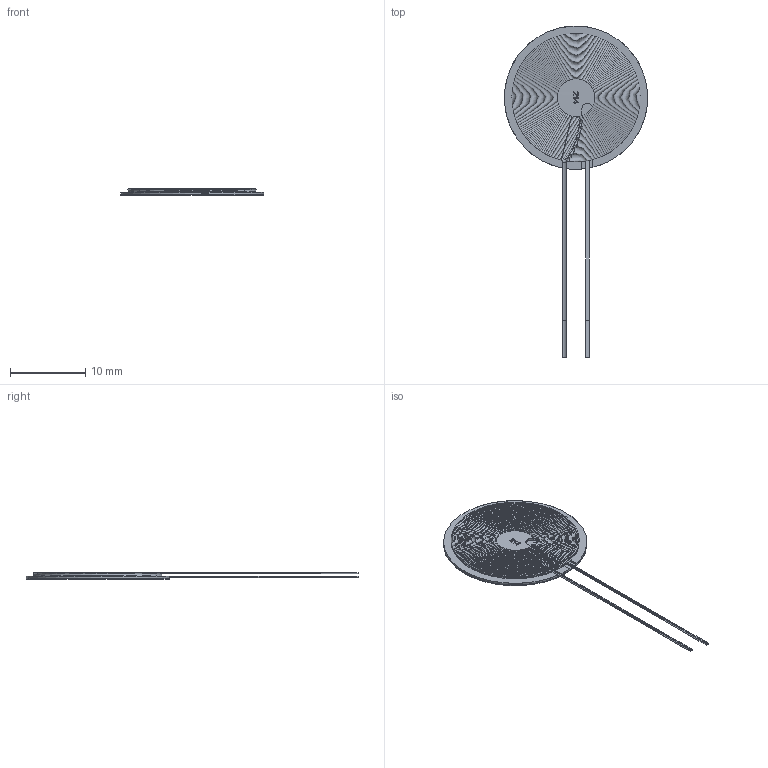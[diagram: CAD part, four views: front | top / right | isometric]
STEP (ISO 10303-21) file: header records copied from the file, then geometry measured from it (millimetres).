
FILE_DESCRIPTION(/* description */ ('Unknown'),/* implementation_level */ '2;1');
FILE_NAME(/* name */ 'L_Wurth_WE-WPCC-RX_760308101214',/* time_stamp */ '2025-04-22T14:59:21+08:00',/* author */ ('Unknown'),/* organization */ ('Unknown'),/* preprocessor_version */ 'ST-DEVELOPER v19.4',/* originating_system */ 'Solid Edge',/* authorisation */ 'Unknown');
FILE_SCHEMA (('AUTOMOTIVE_DESIGN {1 0 10303 214 3 1 1}'));
Length unit declared in the file: millimetre
Products named in the file (2): L_Wurth_WE-WPCC-RX_760308101214
Assembly tree (1 placements, depth 2):
  L_Wurth_WE-WPCC-RX_760308101214
    L_Wurth_WE-WPCC-RX_760308101214
Bounding box: 19 x 44 x 0.86 mm (x, y, z)
Volume: 181.1 mm3; surface area: 4132.8 mm2
Topology: 6 solids, 6 shells, 534 faces, 1104 edges, 579 vertices
Faces by surface type: torus 452, plane 41, cylinder 21, bspline 20
Full cylindrical faces by diameter (mm): 19 x2
Entity records: 18342 total; most frequent: CARTESIAN_POINT 3042, DIRECTION 2931, ORIENTED_EDGE 2204, AXIS2_PLACEMENT_3D 1440, EDGE_CURVE 1102, CIRCLE 924, VERTEX_POINT 579, EDGE_LOOP 547
